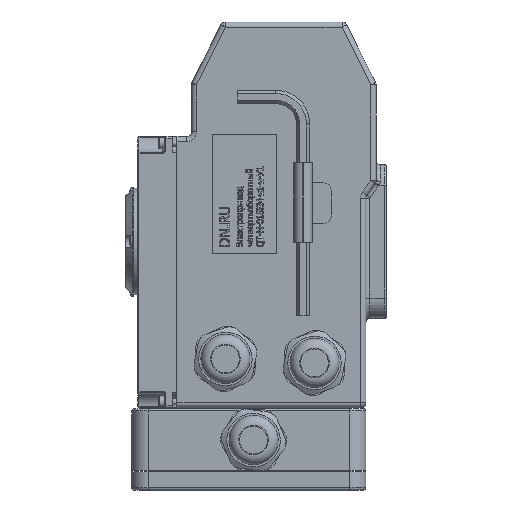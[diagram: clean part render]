
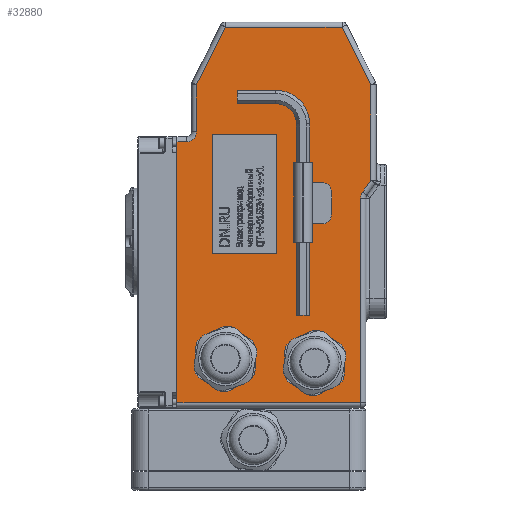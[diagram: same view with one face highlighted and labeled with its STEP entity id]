
A CAD part, left-side view. The second image highlights one B-rep face of the part: STEP entity #32880.
In plain terms, the highlighted planar face has unit normal (-1, 0, 0).
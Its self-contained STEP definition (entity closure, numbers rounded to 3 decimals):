
#1625=FACE_BOUND('',#6093,.T.);
#2508=PLANE('',#35220);
#4198=FACE_OUTER_BOUND('',#6092,.T.);
#6092=EDGE_LOOP('',(#28398,#28399,#28400,#28401,#28402,#28403,#28404,#28405,
#28406,#28407,#28408,#28409));
#6093=EDGE_LOOP('',(#28410,#28411,#28412,#28413));
#8071=LINE('',#53934,#10793);
#8074=LINE('',#53939,#10796);
#8076=LINE('',#53943,#10798);
#8078=LINE('',#53946,#10800);
#8439=LINE('',#55855,#11161);
#8440=LINE('',#55879,#11162);
#8442=LINE('',#55882,#11164);
#8444=LINE('',#55888,#11166);
#8448=LINE('',#55899,#11170);
#8449=LINE('',#55901,#11171);
#8451=LINE('',#55907,#11173);
#8453=LINE('',#55914,#11175);
#8456=LINE('',#55921,#11178);
#8777=LINE('',#57796,#11499);
#10793=VECTOR('',#39704,10.);
#10796=VECTOR('',#39709,10.);
#10798=VECTOR('',#39713,10.);
#10800=VECTOR('',#39717,10.);
#11161=VECTOR('',#41156,10.);
#11162=VECTOR('',#41189,10.);
#11164=VECTOR('',#41193,10.);
#11166=VECTOR('',#41201,10.);
#11170=VECTOR('',#41215,10.);
#11171=VECTOR('',#41218,10.);
#11173=VECTOR('',#41226,10.);
#11175=VECTOR('',#41234,10.);
#11178=VECTOR('',#41241,10.);
#11499=VECTOR('',#42026,10.);
#12423=CIRCLE('',#34885,5.);
#12428=CIRCLE('',#34891,5.);
#14559=VERTEX_POINT('',#53932);
#14560=VERTEX_POINT('',#53933);
#14561=VERTEX_POINT('',#53938);
#14562=VERTEX_POINT('',#53942);
#15020=VERTEX_POINT('',#55831);
#15021=VERTEX_POINT('',#55835);
#15022=VERTEX_POINT('',#55836);
#15024=VERTEX_POINT('',#55843);
#15025=VERTEX_POINT('',#55845);
#15027=VERTEX_POINT('',#55851);
#15028=VERTEX_POINT('',#55857);
#15029=VERTEX_POINT('',#55861);
#15032=VERTEX_POINT('',#55869);
#15034=VERTEX_POINT('',#55875);
#15040=VERTEX_POINT('',#55912);
#15041=VERTEX_POINT('',#55917);
#18450=EDGE_CURVE('',#14559,#14560,#8071,.T.);
#18453=EDGE_CURVE('',#14560,#14561,#8074,.T.);
#18455=EDGE_CURVE('',#14561,#14562,#8076,.T.);
#18457=EDGE_CURVE('',#14562,#14559,#8078,.T.);
#19167=EDGE_CURVE('',#15021,#15022,#12423,.T.);
#19172=EDGE_CURVE('',#15024,#15025,#12428,.T.);
#19177=EDGE_CURVE('',#15022,#15027,#8439,.T.);
#19189=EDGE_CURVE('',#15029,#15034,#8440,.T.);
#19191=EDGE_CURVE('',#15034,#15032,#8442,.T.);
#19194=EDGE_CURVE('',#15032,#15028,#8444,.T.);
#19200=EDGE_CURVE('',#15027,#15029,#8448,.T.);
#19201=EDGE_CURVE('',#15028,#15024,#8449,.T.);
#19204=EDGE_CURVE('',#15025,#15020,#8451,.T.);
#19207=EDGE_CURVE('',#15040,#15021,#8453,.T.);
#19211=EDGE_CURVE('',#15020,#15041,#8456,.T.);
#19678=EDGE_CURVE('',#15041,#15040,#8777,.T.);
#28398=ORIENTED_EDGE('',*,*,#19207,.F.);
#28399=ORIENTED_EDGE('',*,*,#19678,.F.);
#28400=ORIENTED_EDGE('',*,*,#19211,.F.);
#28401=ORIENTED_EDGE('',*,*,#19204,.F.);
#28402=ORIENTED_EDGE('',*,*,#19172,.F.);
#28403=ORIENTED_EDGE('',*,*,#19201,.F.);
#28404=ORIENTED_EDGE('',*,*,#19194,.F.);
#28405=ORIENTED_EDGE('',*,*,#19191,.F.);
#28406=ORIENTED_EDGE('',*,*,#19189,.F.);
#28407=ORIENTED_EDGE('',*,*,#19200,.F.);
#28408=ORIENTED_EDGE('',*,*,#19177,.F.);
#28409=ORIENTED_EDGE('',*,*,#19167,.F.);
#28410=ORIENTED_EDGE('',*,*,#18450,.T.);
#28411=ORIENTED_EDGE('',*,*,#18453,.T.);
#28412=ORIENTED_EDGE('',*,*,#18455,.T.);
#28413=ORIENTED_EDGE('',*,*,#18457,.T.);
#32880=ADVANCED_FACE('',(#4198,#1625),#2508,.F.);
#34885=AXIS2_PLACEMENT_3D('',#55837,#41130,#41131);
#34891=AXIS2_PLACEMENT_3D('',#55846,#41142,#41143);
#35220=AXIS2_PLACEMENT_3D('',#57891,#42164,#42165);
#39704=DIRECTION('',(0.,1.,0.));
#39709=DIRECTION('',(0.,0.,1.));
#39713=DIRECTION('',(0.,-1.,0.));
#39717=DIRECTION('',(0.,0.,-1.));
#41130=DIRECTION('center_axis',(-1.,0.,0.));
#41131=DIRECTION('ref_axis',(0.,-0.707,-0.707));
#41142=DIRECTION('center_axis',(-1.,0.,0.));
#41143=DIRECTION('ref_axis',(0.,0.952,0.305));
#41156=DIRECTION('',(0.,0.,1.));
#41189=DIRECTION('',(0.,-1.,0.));
#41193=DIRECTION('',(0.,-0.447,-0.894));
#41201=DIRECTION('',(0.,0.,-1.));
#41215=DIRECTION('',(0.,-0.447,0.894));
#41218=DIRECTION('',(0.,0.582,-0.813));
#41226=DIRECTION('',(0.,0.,-1.));
#41234=DIRECTION('',(0.,-1.,0.));
#41241=DIRECTION('',(0.,1.,0.));
#42026=DIRECTION('',(0.,0.,1.));
#42164=DIRECTION('center_axis',(1.,0.,0.));
#42165=DIRECTION('ref_axis',(0.,0.,-1.));
#53932=CARTESIAN_POINT('',(0.,3.522,-18.847));
#53933=CARTESIAN_POINT('',(0.,34.889,-18.847));
#53934=CARTESIAN_POINT('',(0.,17.444,-18.847));
#53938=CARTESIAN_POINT('',(0.,34.889,39.262));
#53939=CARTESIAN_POINT('',(0.,34.889,19.631));
#53942=CARTESIAN_POINT('',(0.,3.522,39.262));
#53943=CARTESIAN_POINT('',(0.,1.761,39.262));
#53946=CARTESIAN_POINT('',(0.,3.522,-9.423));
#55831=CARTESIAN_POINT('',(0.,-37.5,-91.5));
#55835=CARTESIAN_POINT('',(0.,47.5,35.626));
#55836=CARTESIAN_POINT('',(0.,42.5,40.626));
#55837=CARTESIAN_POINT('Origin',(0.,47.5,40.626));
#55843=CARTESIAN_POINT('',(0.,-38.433,11.115));
#55845=CARTESIAN_POINT('',(0.,-37.5,8.207));
#55846=CARTESIAN_POINT('Origin',(0.,-42.5,8.207));
#55851=CARTESIAN_POINT('',(0.,42.5,63.41));
#55855=CARTESIAN_POINT('',(0.,42.5,8.));
#55857=CARTESIAN_POINT('',(0.,-42.5,16.802));
#55861=CARTESIAN_POINT('',(0.,28.455,91.5));
#55869=CARTESIAN_POINT('',(0.,-42.5,63.41));
#55875=CARTESIAN_POINT('',(0.,-28.455,91.5));
#55879=CARTESIAN_POINT('',(0.,15.,91.5));
#55882=CARTESIAN_POINT('',(0.,-43.564,61.282));
#55888=CARTESIAN_POINT('',(0.,-42.5,32.));
#55899=CARTESIAN_POINT('',(0.,51.064,46.282));
#55901=CARTESIAN_POINT('',(0.,-31.567,1.515));
#55907=CARTESIAN_POINT('',(0.,-37.5,4.504));
#55912=CARTESIAN_POINT('',(0.,52.,35.626));
#55914=CARTESIAN_POINT('',(0.,22.5,35.626));
#55917=CARTESIAN_POINT('',(0.,52.,-91.5));
#55921=CARTESIAN_POINT('',(0.,-20.,-91.5));
#57796=CARTESIAN_POINT('',(0.,52.,-94.));
#57891=CARTESIAN_POINT('Origin',(0.,0.,0.));
